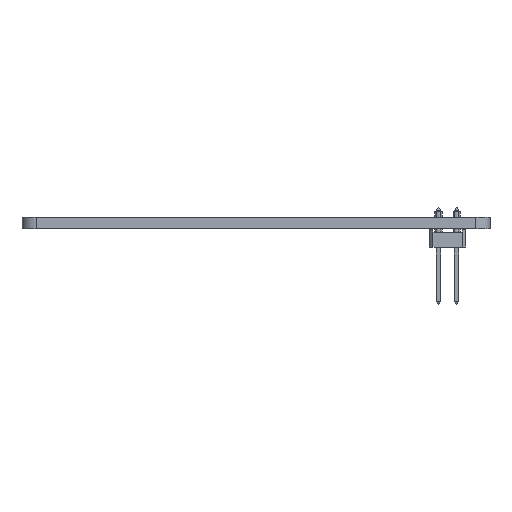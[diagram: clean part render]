
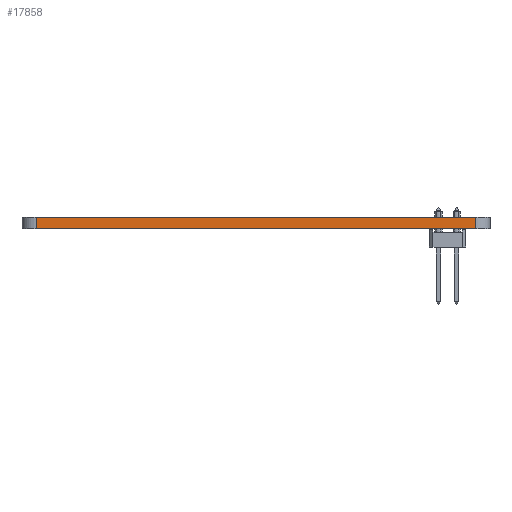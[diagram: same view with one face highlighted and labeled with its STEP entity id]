
A CAD part, left-side view. The second image highlights one B-rep face of the part: STEP entity #17858.
In plain terms, the highlighted planar face has unit normal (-1, 0, 0).
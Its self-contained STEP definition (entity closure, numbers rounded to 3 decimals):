
#15340 = PLANE('',#15341);
#15341 = AXIS2_PLACEMENT_3D('',#15342,#15343,#15344);
#15342 = CARTESIAN_POINT('',(35.5,30.75,1.6));
#15343 = DIRECTION('',(0.,0.,-1.));
#15344 = DIRECTION('',(-1.,0.,0.));
#15399 = PLANE('',#15400);
#15400 = AXIS2_PLACEMENT_3D('',#15401,#15402,#15403);
#15401 = CARTESIAN_POINT('',(35.5,30.75,0.));
#15402 = DIRECTION('',(0.,0.,-1.));
#15403 = DIRECTION('',(-1.,0.,0.));
#15534 = CYLINDRICAL_SURFACE('',#15535,2.);
#15535 = AXIS2_PLACEMENT_3D('',#15536,#15537,#15538);
#15536 = CARTESIAN_POINT('',(-41.,30.75,0.));
#15537 = DIRECTION('',(0.,0.,-1.));
#15538 = DIRECTION('',(1.,0.,0.));
#16183 = VERTEX_POINT('',#16184);
#16184 = CARTESIAN_POINT('',(-43.,-30.725,0.));
#16203 = CYLINDRICAL_SURFACE('',#16204,2.);
#16204 = AXIS2_PLACEMENT_3D('',#16205,#16206,#16207);
#16205 = CARTESIAN_POINT('',(-41.,-30.725,0.));
#16206 = DIRECTION('',(0.,0.,-1.));
#16207 = DIRECTION('',(1.,0.,0.));
#16215 = EDGE_CURVE('',#16216,#16183,#16218,.T.);
#16216 = VERTEX_POINT('',#16217);
#16217 = CARTESIAN_POINT('',(-43.,30.75,0.));
#16218 = SURFACE_CURVE('',#16219,(#16223,#16230),.PCURVE_S1.);
#16219 = LINE('',#16220,#16221);
#16220 = CARTESIAN_POINT('',(-43.,30.75,0.));
#16221 = VECTOR('',#16222,1.);
#16222 = DIRECTION('',(0.,-1.,0.));
#16223 = PCURVE('',#15399,#16224);
#16224 = DEFINITIONAL_REPRESENTATION('',(#16225),#16229);
#16225 = LINE('',#16226,#16227);
#16226 = CARTESIAN_POINT('',(78.5,0.));
#16227 = VECTOR('',#16228,1.);
#16228 = DIRECTION('',(0.,-1.));
#16229 = ( GEOMETRIC_REPRESENTATION_CONTEXT(2) 
PARAMETRIC_REPRESENTATION_CONTEXT() REPRESENTATION_CONTEXT('2D SPACE',''
  ) );
#16230 = PCURVE('',#16231,#16236);
#16231 = PLANE('',#16232);
#16232 = AXIS2_PLACEMENT_3D('',#16233,#16234,#16235);
#16233 = CARTESIAN_POINT('',(-43.,30.75,0.));
#16234 = DIRECTION('',(1.,0.,0.));
#16235 = DIRECTION('',(0.,-1.,0.));
#16236 = DEFINITIONAL_REPRESENTATION('',(#16237),#16241);
#16237 = LINE('',#16238,#16239);
#16238 = CARTESIAN_POINT('',(0.,0.));
#16239 = VECTOR('',#16240,1.);
#16240 = DIRECTION('',(1.,0.));
#16241 = ( GEOMETRIC_REPRESENTATION_CONTEXT(2) 
PARAMETRIC_REPRESENTATION_CONTEXT() REPRESENTATION_CONTEXT('2D SPACE',''
  ) );
#17281 = VERTEX_POINT('',#17282);
#17282 = CARTESIAN_POINT('',(-43.,-30.725,1.6));
#17308 = EDGE_CURVE('',#17309,#17281,#17311,.T.);
#17309 = VERTEX_POINT('',#17310);
#17310 = CARTESIAN_POINT('',(-43.,30.75,1.6));
#17311 = SURFACE_CURVE('',#17312,(#17316,#17323),.PCURVE_S1.);
#17312 = LINE('',#17313,#17314);
#17313 = CARTESIAN_POINT('',(-43.,30.75,1.6));
#17314 = VECTOR('',#17315,1.);
#17315 = DIRECTION('',(0.,-1.,0.));
#17316 = PCURVE('',#15340,#17317);
#17317 = DEFINITIONAL_REPRESENTATION('',(#17318),#17322);
#17318 = LINE('',#17319,#17320);
#17319 = CARTESIAN_POINT('',(78.5,0.));
#17320 = VECTOR('',#17321,1.);
#17321 = DIRECTION('',(0.,-1.));
#17322 = ( GEOMETRIC_REPRESENTATION_CONTEXT(2) 
PARAMETRIC_REPRESENTATION_CONTEXT() REPRESENTATION_CONTEXT('2D SPACE',''
  ) );
#17323 = PCURVE('',#16231,#17324);
#17324 = DEFINITIONAL_REPRESENTATION('',(#17325),#17329);
#17325 = LINE('',#17326,#17327);
#17326 = CARTESIAN_POINT('',(0.,-1.6));
#17327 = VECTOR('',#17328,1.);
#17328 = DIRECTION('',(1.,0.));
#17329 = ( GEOMETRIC_REPRESENTATION_CONTEXT(2) 
PARAMETRIC_REPRESENTATION_CONTEXT() REPRESENTATION_CONTEXT('2D SPACE',''
  ) );
#17810 = EDGE_CURVE('',#16216,#17309,#17811,.T.);
#17811 = SURFACE_CURVE('',#17812,(#17816,#17823),.PCURVE_S1.);
#17812 = LINE('',#17813,#17814);
#17813 = CARTESIAN_POINT('',(-43.,30.75,0.));
#17814 = VECTOR('',#17815,1.);
#17815 = DIRECTION('',(0.,0.,1.));
#17816 = PCURVE('',#15534,#17817);
#17817 = DEFINITIONAL_REPRESENTATION('',(#17818),#17822);
#17818 = LINE('',#17819,#17820);
#17819 = CARTESIAN_POINT('',(-3.142,0.));
#17820 = VECTOR('',#17821,1.);
#17821 = DIRECTION('',(0.,-1.));
#17822 = ( GEOMETRIC_REPRESENTATION_CONTEXT(2) 
PARAMETRIC_REPRESENTATION_CONTEXT() REPRESENTATION_CONTEXT('2D SPACE',''
  ) );
#17823 = PCURVE('',#16231,#17824);
#17824 = DEFINITIONAL_REPRESENTATION('',(#17825),#17829);
#17825 = LINE('',#17826,#17827);
#17826 = CARTESIAN_POINT('',(0.,0.));
#17827 = VECTOR('',#17828,1.);
#17828 = DIRECTION('',(0.,-1.));
#17829 = ( GEOMETRIC_REPRESENTATION_CONTEXT(2) 
PARAMETRIC_REPRESENTATION_CONTEXT() REPRESENTATION_CONTEXT('2D SPACE',''
  ) );
#17858 = ADVANCED_FACE('',(#17859),#16231,.F.);
#17859 = FACE_BOUND('',#17860,.F.);
#17860 = EDGE_LOOP('',(#17861,#17862,#17863,#17884));
#17861 = ORIENTED_EDGE('',*,*,#17810,.T.);
#17862 = ORIENTED_EDGE('',*,*,#17308,.T.);
#17863 = ORIENTED_EDGE('',*,*,#17864,.F.);
#17864 = EDGE_CURVE('',#16183,#17281,#17865,.T.);
#17865 = SURFACE_CURVE('',#17866,(#17870,#17877),.PCURVE_S1.);
#17866 = LINE('',#17867,#17868);
#17867 = CARTESIAN_POINT('',(-43.,-30.725,0.));
#17868 = VECTOR('',#17869,1.);
#17869 = DIRECTION('',(0.,0.,1.));
#17870 = PCURVE('',#16231,#17871);
#17871 = DEFINITIONAL_REPRESENTATION('',(#17872),#17876);
#17872 = LINE('',#17873,#17874);
#17873 = CARTESIAN_POINT('',(61.475,0.));
#17874 = VECTOR('',#17875,1.);
#17875 = DIRECTION('',(0.,-1.));
#17876 = ( GEOMETRIC_REPRESENTATION_CONTEXT(2) 
PARAMETRIC_REPRESENTATION_CONTEXT() REPRESENTATION_CONTEXT('2D SPACE',''
  ) );
#17877 = PCURVE('',#16203,#17878);
#17878 = DEFINITIONAL_REPRESENTATION('',(#17879),#17883);
#17879 = LINE('',#17880,#17881);
#17880 = CARTESIAN_POINT('',(-3.142,0.));
#17881 = VECTOR('',#17882,1.);
#17882 = DIRECTION('',(0.,-1.));
#17883 = ( GEOMETRIC_REPRESENTATION_CONTEXT(2) 
PARAMETRIC_REPRESENTATION_CONTEXT() REPRESENTATION_CONTEXT('2D SPACE',''
  ) );
#17884 = ORIENTED_EDGE('',*,*,#16215,.F.);
